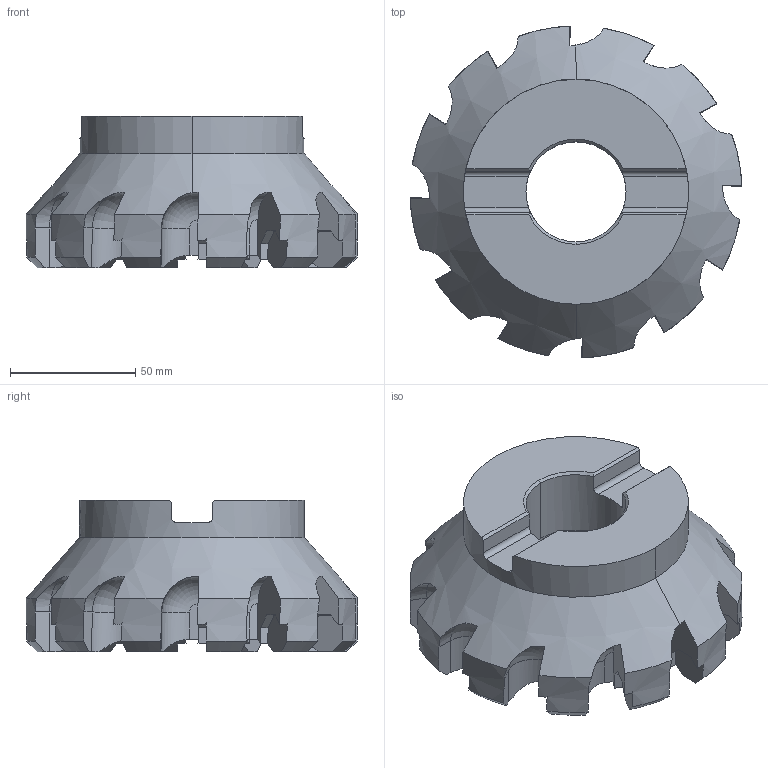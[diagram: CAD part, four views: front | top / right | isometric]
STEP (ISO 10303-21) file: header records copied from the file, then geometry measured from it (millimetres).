
FILE_DESCRIPTION(('no description'),'unknown implementation level');
FILE_NAME('solid9ENueZPR3YfghPNs3lz7r4zz5rw_1.STP',' ',('CIM GmbH Aachen'),('CADClick - KiM GmbH - www.kimweb.de'),'unknown preprocess','ACIS','unknown authorization');
FILE_SCHEMA(('automotive_design'));
Length unit declared in the file: millimetre
Products named in the file (1): 1
Bounding box: 132.72 x 132.72 x 60.78 mm (x, y, z)
Volume: 369057.9 mm3; surface area: 55455.4 mm2
Topology: 1 solids, 1 shells, 215 faces, 621 edges, 407 vertices
Faces by surface type: plane 128, cylinder 55, cone 20, torus 12
Entity records: 14995 total; most frequent: CARTESIAN_POINT 2616, STYLED_ITEM 1244, PRESENTATION_STYLE_ASSIGNMENT 1244, COLOUR_RGB 1244, ORIENTED_EDGE 1242, DIRECTION 1132, EDGE_CURVE 621, CURVE_STYLE 621
